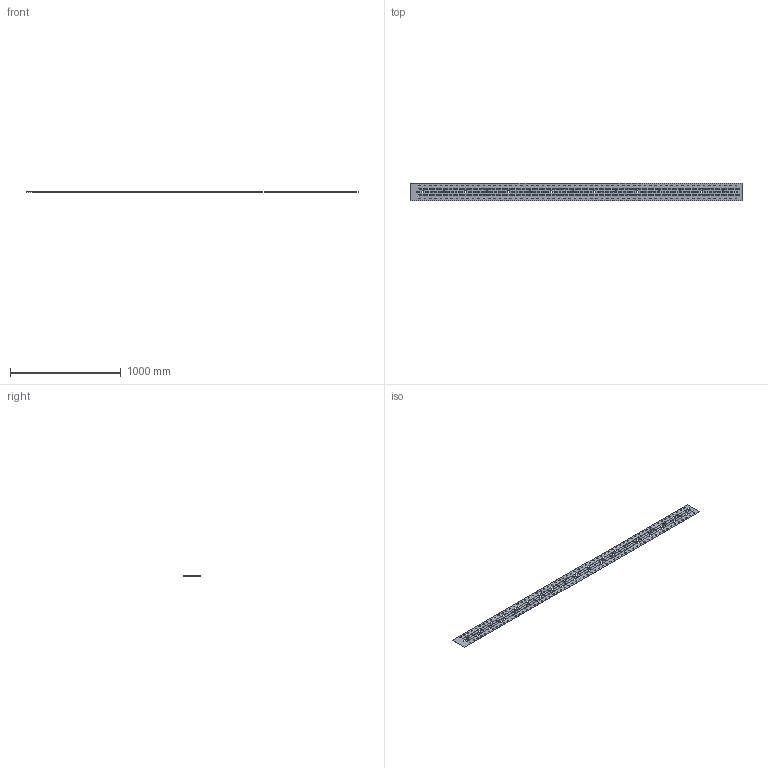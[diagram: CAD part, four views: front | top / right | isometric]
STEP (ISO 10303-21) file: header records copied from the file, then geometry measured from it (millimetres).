
FILE_DESCRIPTION (( 'STEP AP203' ), '1' );
FILE_NAME ('UDM 302.STEP', '2015-03-30T13:08:14', ( '' ), ( '' ), 'SwSTEP 2.0', 'SolidWorks 2014', '' );
FILE_SCHEMA (( 'CONFIG_CONTROL_DESIGN' ));
Products named in the file (1): UDM 302
Bounding box: 3000 x 155 x 1 mm (x, y, z)
Volume: 410257.3 mm3; surface area: 845262.5 mm2
Topology: 1 solids, 1 shells, 1641 faces, 4917 edges, 3278 vertices
Faces by surface type: cylinder 1005, plane 636
Entity records: 57578 total; most frequent: DIRECTION 10211, CARTESIAN_POINT 9837, ORIENTED_EDGE 9834, EDGE_CURVE 4917, AXIS2_PLACEMENT_3D 3652, VERTEX_POINT 3278, VECTOR 2907, LINE 2907
